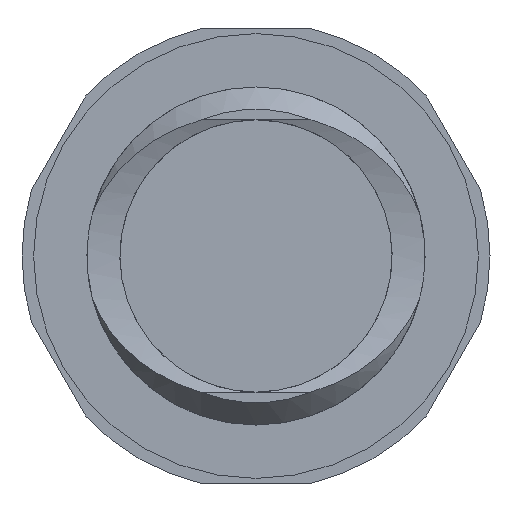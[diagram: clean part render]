
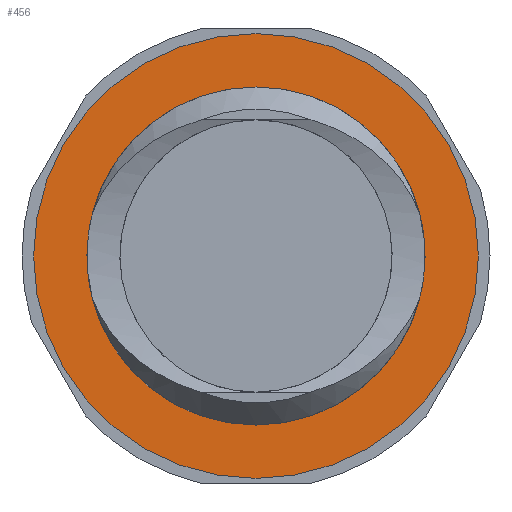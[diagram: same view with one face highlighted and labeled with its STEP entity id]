
A CAD part, front view. The second image highlights one B-rep face of the part: STEP entity #456.
In plain terms, the highlighted planar face has unit normal (0, -1, 0).
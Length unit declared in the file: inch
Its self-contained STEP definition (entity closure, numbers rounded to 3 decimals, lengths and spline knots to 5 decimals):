
#32=FACE_BOUND($,#134,.T.);
#56=CIRCLE($,#506,0.95);
#57=CIRCLE($,#509,1.25);
#70=PLANE($,#510);
#98=FACE_OUTER_BOUND($,#133,.T.);
#133=EDGE_LOOP($,(#415));
#134=EDGE_LOOP($,(#416));
#238=VERTEX_POINT($,#907);
#239=VERTEX_POINT($,#911);
#297=EDGE_CURVE($,#238,#238,#56,.T.);
#298=EDGE_CURVE($,#239,#239,#57,.T.);
#415=ORIENTED_EDGE($,*,*,#298,.T.);
#416=ORIENTED_EDGE($,*,*,#297,.F.);
#456=ADVANCED_FACE($,(#98,#32),#70,.T.);
#506=AXIS2_PLACEMENT_3D($,#908,#635,#636);
#509=AXIS2_PLACEMENT_3D($,#912,#641,#642);
#510=AXIS2_PLACEMENT_3D($,#913,#643,#644);
#635=DIRECTION('center_axis',(0.,-1.,0.));
#636=DIRECTION('ref_axis',(0.,0.,-1.));
#641=DIRECTION('center_axis',(0.,-1.,0.));
#642=DIRECTION('ref_axis',(0.,0.,-1.));
#643=DIRECTION('center_axis',(0.,-1.,0.));
#644=DIRECTION('ref_axis',(0.,0.,-1.));
#907=CARTESIAN_POINT('',(0.,2.,-0.95));
#908=CARTESIAN_POINT('Origin',(0.,2.,0.));
#911=CARTESIAN_POINT('',(0.,2.,-1.25));
#912=CARTESIAN_POINT('Origin',(0.,2.,0.));
#913=CARTESIAN_POINT('Origin',(-1.375,2.,1.375));
